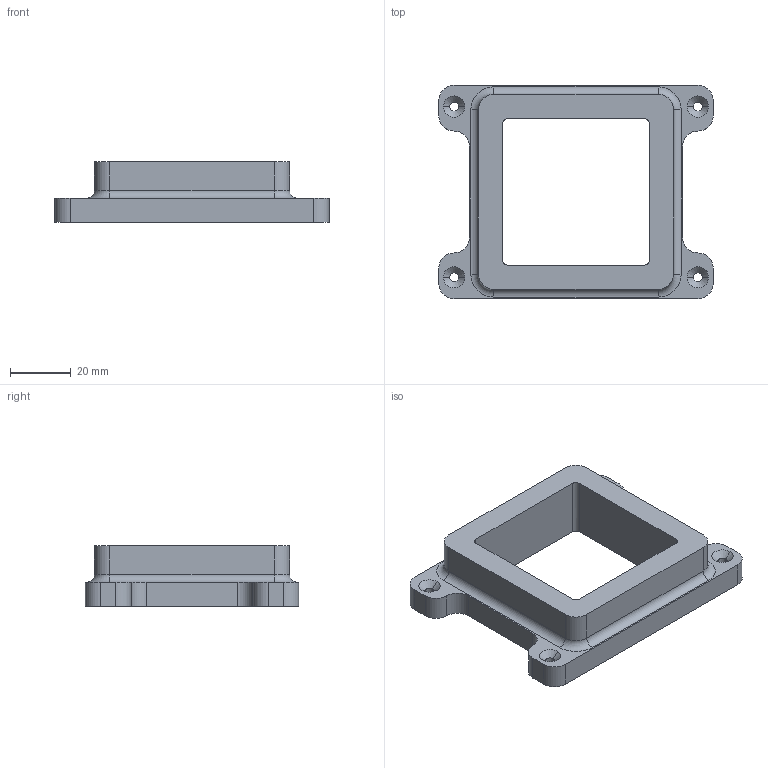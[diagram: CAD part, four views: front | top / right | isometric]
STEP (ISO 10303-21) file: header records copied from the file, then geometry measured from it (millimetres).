
FILE_DESCRIPTION(('CATIA V5 STEP','CAx-IF Rec.Pracs.--- Model Styling and Organization---1.4--- 2014-01-23','CAx-IF Rec.Pracs.---3D Tessellated Data Validation Properties---0.5---2014-09-14'),'2;1');
FILE_NAME('support boite spot.stp','2023-04-15T13:05:37+00:00',('none'),('none'),'CATIA Version 5-6 Release 2017 SP6','CATIA V5 STEP AP242','none');
FILE_SCHEMA(('AP242_MANAGED_MODEL_BASED_3D_ENGINEERING_MIM_LF {1 0 10303 442 1 1 4}'));
Length unit declared in the file: millimetre
Products named in the file (1): support boite spot
Bounding box: 90 x 70 x 20 mm (x, y, z)
Volume: 45670 mm3; surface area: 15685 mm2
Topology: 1 solids, 1 shells, 63 faces, 164 edges, 104 vertices
Faces by surface type: cylinder 32, plane 19, cone 8, torus 4
Entity records: 1937 total; most frequent: CARTESIAN_POINT 406, ORIENTED_EDGE 328, DIRECTION 266, EDGE_CURVE 164, AXIS2_PLACEMENT_3D 126, VERTEX_POINT 104, VECTOR 84, LINE 84
